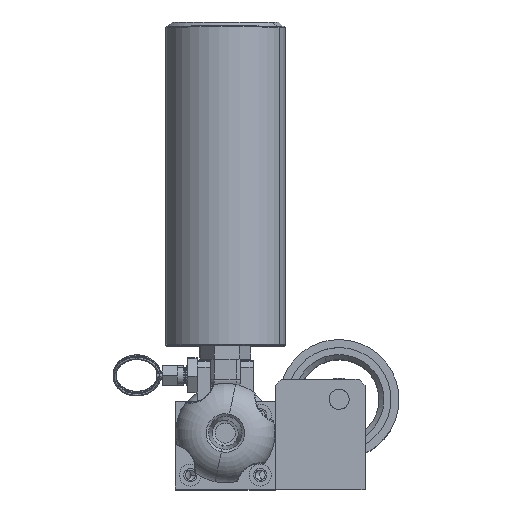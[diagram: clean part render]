
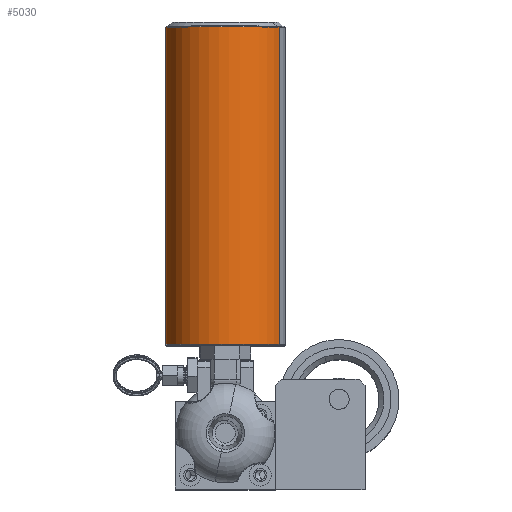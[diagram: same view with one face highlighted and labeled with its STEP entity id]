
A CAD part, top view. The second image highlights one B-rep face of the part: STEP entity #5030.
In plain terms, the highlighted cylindrical face has radius 30 mm (diameter 60 mm), a partial arc.
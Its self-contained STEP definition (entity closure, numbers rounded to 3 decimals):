
#334 = DIRECTION ( 'NONE',  ( 0., -1., 0. ) ) ;
#1435 = AXIS2_PLACEMENT_3D ( 'NONE', #22428, #9871, #24489 ) ;
#1790 = CARTESIAN_POINT ( 'NONE',  ( -36.685, 150.425, 24.855 ) ) ;
#2197 = CARTESIAN_POINT ( 'NONE',  ( -36.685, -9.075, 24.855 ) ) ;
#3597 = LINE ( 'NONE', #21300, #20952 ) ;
#4513 = ORIENTED_EDGE ( 'NONE', *, *, #18516, .T. ) ;
#4955 = ORIENTED_EDGE ( 'NONE', *, *, #26244, .T. ) ;
#5030 = ADVANCED_FACE ( 'NONE', ( #9902 ), #25265, .T. ) ;
#6338 = CIRCLE ( 'NONE', #1435, 30. ) ;
#8367 = DIRECTION ( 'NONE',  ( 0., -1., 0. ) ) ;
#9055 = CARTESIAN_POINT ( 'NONE',  ( -63.61, -9.075, 11.624 ) ) ;
#9826 = DIRECTION ( 'NONE',  ( 0.898, 0., 0.441 ) ) ;
#9871 = DIRECTION ( 'NONE',  ( 0., 1., 0. ) ) ;
#9902 = FACE_OUTER_BOUND ( 'NONE', #26481, .T. ) ;
#11599 = LINE ( 'NONE', #2197, #22077 ) ;
#11826 = CIRCLE ( 'NONE', #18297, 30. ) ;
#12442 = DIRECTION ( 'NONE',  ( 0., -1., 0. ) ) ;
#12649 = DIRECTION ( 'NONE',  ( 0., -1., 0. ) ) ;
#14201 = EDGE_CURVE ( 'NONE', #26895, #26543, #6338, .T. ) ;
#14282 = VERTEX_POINT ( 'NONE', #20593 ) ;
#16276 = ORIENTED_EDGE ( 'NONE', *, *, #22521, .F. ) ;
#18297 = AXIS2_PLACEMENT_3D ( 'NONE', #24966, #12442, #27040 ) ;
#18516 = EDGE_CURVE ( 'NONE', #14282, #26895, #3597, .T. ) ;
#20021 = VERTEX_POINT ( 'NONE', #1790 ) ;
#20593 = CARTESIAN_POINT ( 'NONE',  ( -90.535, 150.425, -1.606 ) ) ;
#20952 = VECTOR ( 'NONE', #334, 1000. ) ;
#21300 = CARTESIAN_POINT ( 'NONE',  ( -90.535, -9.075, -1.606 ) ) ;
#22077 = VECTOR ( 'NONE', #12649, 1000. ) ;
#22428 = CARTESIAN_POINT ( 'NONE',  ( -63.61, -8.575, 11.624 ) ) ;
#22521 = EDGE_CURVE ( 'NONE', #20021, #26543, #11599, .T. ) ;
#24077 = ORIENTED_EDGE ( 'NONE', *, *, #14201, .T. ) ;
#24489 = DIRECTION ( 'NONE',  ( -0.898, 0., -0.441 ) ) ;
#24966 = CARTESIAN_POINT ( 'NONE',  ( -63.61, 150.425, 11.624 ) ) ;
#25265 = CYLINDRICAL_SURFACE ( 'NONE', #25377, 30. ) ;
#25377 = AXIS2_PLACEMENT_3D ( 'NONE', #9055, #8367, #9826 ) ;
#25655 = CARTESIAN_POINT ( 'NONE',  ( -90.535, -8.575, -1.606 ) ) ;
#26244 = EDGE_CURVE ( 'NONE', #20021, #14282, #11826, .T. ) ;
#26481 = EDGE_LOOP ( 'NONE', ( #4955, #4513, #24077, #16276 ) ) ;
#26543 = VERTEX_POINT ( 'NONE', #26680 ) ;
#26680 = CARTESIAN_POINT ( 'NONE',  ( -36.685, -8.575, 24.855 ) ) ;
#26895 = VERTEX_POINT ( 'NONE', #25655 ) ;
#27040 = DIRECTION ( 'NONE',  ( 0.898, 0., 0.441 ) ) ;
